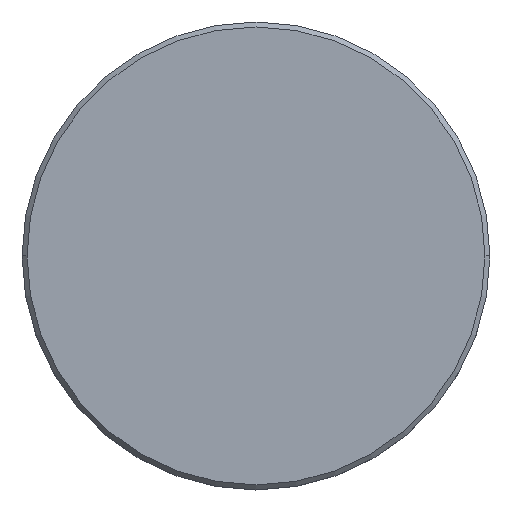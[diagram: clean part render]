
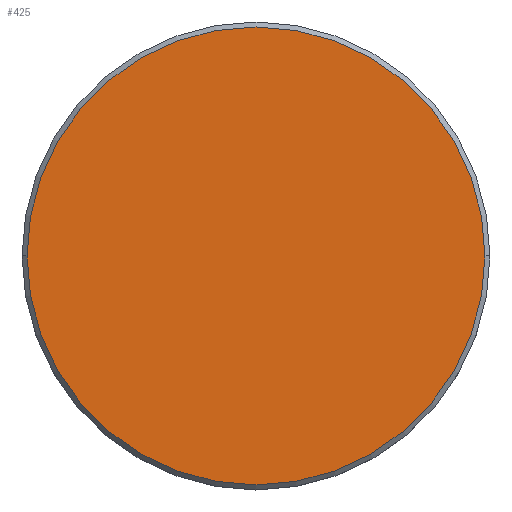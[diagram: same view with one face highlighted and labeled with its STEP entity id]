
A CAD part, top view. The second image highlights one B-rep face of the part: STEP entity #425.
In plain terms, the highlighted planar face has unit normal (0, 0, 1).
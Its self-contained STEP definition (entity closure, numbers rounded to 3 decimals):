
#48 = VERTEX_POINT ( 'NONE', #213 ) ;
#74 = CIRCLE ( 'NONE', #1182, 23. ) ;
#85 = CARTESIAN_POINT ( 'NONE',  ( 0., 0., 0. ) ) ;
#92 = DIRECTION ( 'NONE',  ( 1., 0., 0. ) ) ;
#157 = CIRCLE ( 'NONE', #453, 23. ) ;
#213 = CARTESIAN_POINT ( 'NONE',  ( 23., 0., 0. ) ) ;
#325 = CARTESIAN_POINT ( 'NONE',  ( 0., 0., 0. ) ) ;
#425 = ADVANCED_FACE ( 'NONE', ( #744 ), #554, .T. ) ;
#453 = AXIS2_PLACEMENT_3D ( 'NONE', #987, #620, #703 ) ;
#482 = EDGE_LOOP ( 'NONE', ( #898, #897 ) ) ;
#496 = DIRECTION ( 'NONE',  ( 0., 0., 1. ) ) ;
#554 = PLANE ( 'NONE',  #1123 ) ;
#573 = EDGE_CURVE ( 'NONE', #48, #712, #74, .T. ) ;
#620 = DIRECTION ( 'NONE',  ( 0., 0., 1. ) ) ;
#666 = EDGE_CURVE ( 'NONE', #712, #48, #157, .T. ) ;
#703 = DIRECTION ( 'NONE',  ( 1., 0., 0. ) ) ;
#712 = VERTEX_POINT ( 'NONE', #872 ) ;
#744 = FACE_OUTER_BOUND ( 'NONE', #482, .T. ) ;
#867 = DIRECTION ( 'NONE',  ( 1., 0., 0. ) ) ;
#872 = CARTESIAN_POINT ( 'NONE',  ( -23., 0., 0. ) ) ;
#897 = ORIENTED_EDGE ( 'NONE', *, *, #573, .T. ) ;
#898 = ORIENTED_EDGE ( 'NONE', *, *, #666, .T. ) ;
#987 = CARTESIAN_POINT ( 'NONE',  ( 0., 0., 0. ) ) ;
#1001 = DIRECTION ( 'NONE',  ( 0., 0., 1. ) ) ;
#1123 = AXIS2_PLACEMENT_3D ( 'NONE', #85, #1001, #92 ) ;
#1182 = AXIS2_PLACEMENT_3D ( 'NONE', #325, #496, #867 ) ;
